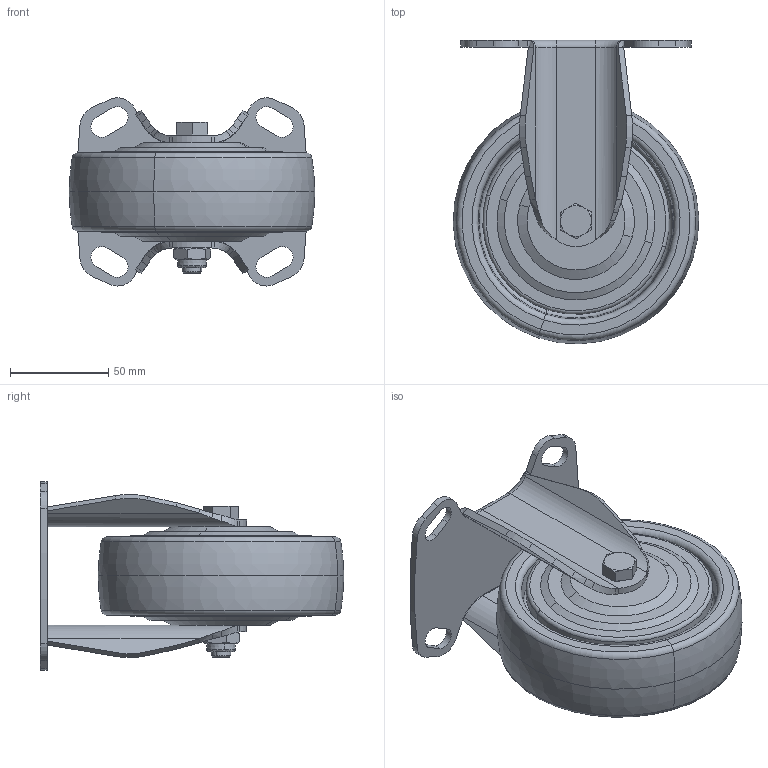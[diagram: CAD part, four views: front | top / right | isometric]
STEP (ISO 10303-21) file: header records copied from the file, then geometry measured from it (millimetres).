
FILE_DESCRIPTION (( 'STEP AP203' ), '1' );
FILE_NAME ('11510500441023.STEP', '2025-04-23T02:38:30', ( '20241006' ), ( '' ), 'SwSTEP 2.0', 'SolidWorks 2021', '' );
FILE_SCHEMA (( 'CONFIG_CONTROL_DESIGN' ));
Length unit declared in the file: millimetre
Products named in the file (7): 葩璃 (4) ^11510500531013.STEP; 葩璃 (3) ^11510500531013.STEP; 11510500441023; ^11510500531013.STEP; 5''''(?125x40中寬42-03孔)透明MRC輪; 11510500531013.STEP; 5''''防尘盖（铁）
Assembly tree (7 placements, depth 3):
  11510500441023
    11510500531013.STEP
      葩璃 (4) ^11510500531013.STEP
      ^11510500531013.STEP
      葩璃 (3) ^11510500531013.STEP
    5''''防尘盖（铁）  x2
    5''''(?125x40中寬42-03孔)透明MRC輪
Bounding box: 124.93 x 154.47 x 95.76 mm (x, y, z)
Volume: 404154.4 mm3; surface area: 132137.8 mm2
Topology: 6 solids, 6 shells, 294 faces, 691 edges, 425 vertices
Faces by surface type: plane 95, cylinder 77, cone 50, torus 40, bspline 32
Entity records: 10219 total; most frequent: CARTESIAN_POINT 3379, ORIENTED_EDGE 1282, DIRECTION 1273, EDGE_CURVE 641, AXIS2_PLACEMENT_3D 506, VERTEX_POINT 393, EDGE_LOOP 298, FACE_OUTER_BOUND 269
